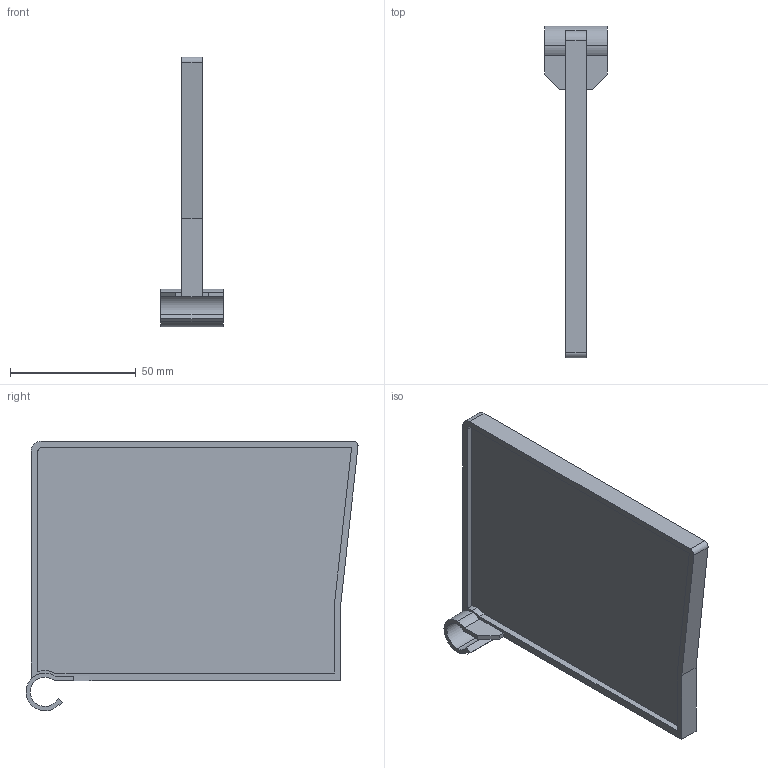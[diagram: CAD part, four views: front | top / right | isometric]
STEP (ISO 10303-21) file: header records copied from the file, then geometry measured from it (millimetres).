
FILE_DESCRIPTION (( 'STEP AP214' ), '1' );
FILE_NAME ('F000427,F000428_3D.step', '2022-10-10T14:02:30', ( '' ), ( '' ), 'SwSTEP 2.0', 'SolidWorks 2020', '' );
FILE_SCHEMA (( 'AUTOMOTIVE_DESIGN' ));
Length unit declared in the file: millimetre
Products named in the file (1): F000427,F000428_3D
Bounding box: 25 x 131.77 x 107 mm (x, y, z)
Volume: 43001.9 mm3; surface area: 31445 mm2
Topology: 1 solids, 1 shells, 44 faces, 120 edges, 80 vertices
Faces by surface type: plane 30, cylinder 14
Entity records: 1428 total; most frequent: CARTESIAN_POINT 245, ORIENTED_EDGE 240, DIRECTION 240, EDGE_CURVE 120, LINE 90, VECTOR 90, VERTEX_POINT 80, AXIS2_PLACEMENT_3D 75
